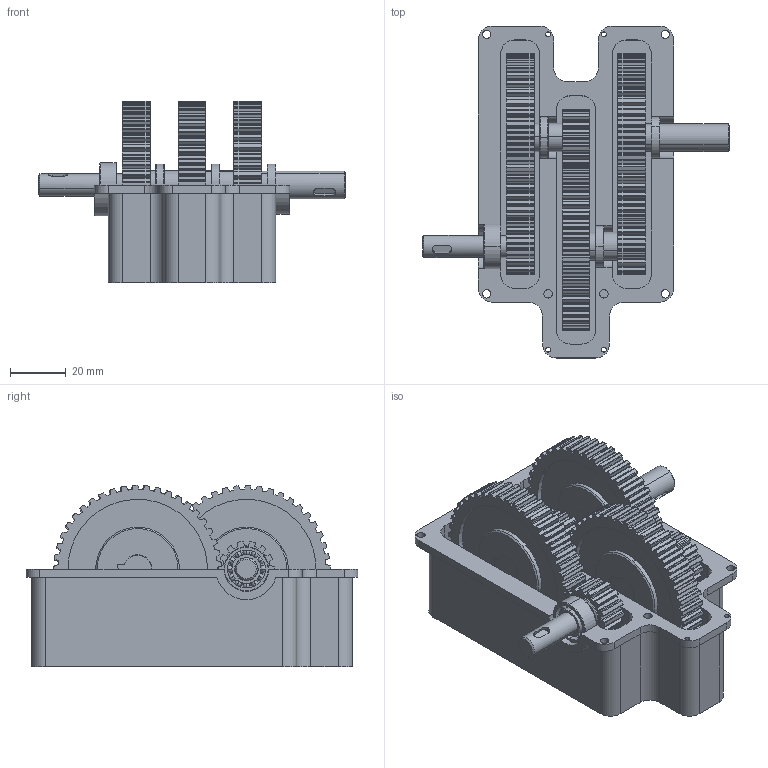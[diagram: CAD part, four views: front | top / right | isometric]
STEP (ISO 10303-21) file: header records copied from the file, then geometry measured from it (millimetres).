
FILE_DESCRIPTION (( 'STEP AP214' ), '1' );
FILE_NAME ('Gear speed reducer.STEP', '2024-09-09T17:09:23', ( '' ), ( '' ), 'SwSTEP 2.0', 'SolidWorks 2020', '' );
FILE_SCHEMA (( 'AUTOMOTIVE_DESIGN' ));
Length unit declared in the file: millimetre
Products named in the file (11): Gear speed reducer; radial ball bearing_68_iso_ISO 15 RBB - 388 - 12,DE,NC,12_68; Speed shaft; angular contact ball bearing_68_iso_ISO 15 ABB - 1710 - 20,SI,NC,20_68; Middle gear; Input gear; Output shaft; Output gear; angular contact ball bearing_68_iso_ISO 15 ABB - 1710 - 20,DE,NC,20_68; Input shaft; Housing
Assembly tree (15 placements, depth 2):
  Gear speed reducer
    Housing
    Input shaft
    radial ball bearing_68_iso_ISO 15 RBB - 388 - 12,DE,NC,12_68
    Input gear
    Speed shaft  x2
    angular contact ball bearing_68_iso_ISO 15 ABB - 1710 - 20,SI,NC,20_68  x2
    Output gear  x3
    Middle gear  x2
    Output shaft
    angular contact ball bearing_68_iso_ISO 15 ABB - 1710 - 20,DE,NC,20_68
Bounding box: 110 x 119 x 65 mm (x, y, z)
Volume: 164067.1 mm3; surface area: 86977.8 mm2
Topology: 15 solids, 15 shells, 2150 faces, 6576 edges, 4356 vertices
Faces by surface type: cylinder 1210, plane 740, torus 116, sphere 64, cone 20
Entity records: 41353 total; most frequent: CARTESIAN_POINT 8730, ORIENTED_EDGE 7010, DIRECTION 6885, EDGE_CURVE 3505, AXIS2_PLACEMENT_3D 2635, VERTEX_POINT 2338, LINE 1615, VECTOR 1615
